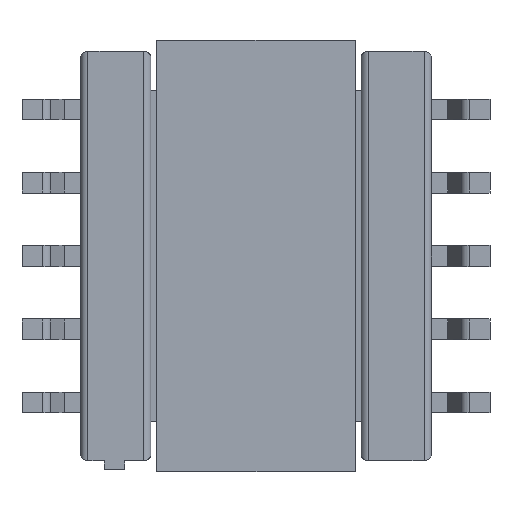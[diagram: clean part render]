
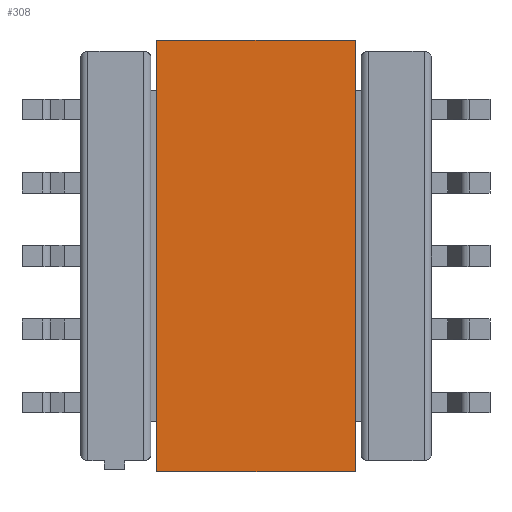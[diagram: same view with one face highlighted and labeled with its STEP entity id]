
A CAD part, front view. The second image highlights one B-rep face of the part: STEP entity #308.
In plain terms, the highlighted face is planar.
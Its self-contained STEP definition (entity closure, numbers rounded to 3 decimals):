
#124 = ORIENTED_EDGE ( 'NONE', *, *, #6487, .T. ) ;
#308 = ADVANCED_FACE ( 'NONE', ( #7128 ), #1550, .T. ) ;
#744 = EDGE_CURVE ( 'NONE', #8959, #1022, #8062, .T. ) ;
#1022 = VERTEX_POINT ( 'NONE', #7805 ) ;
#1234 = VECTOR ( 'NONE', #7455, 1000. ) ;
#1389 = LINE ( 'NONE', #3070, #2942 ) ;
#1550 = PLANE ( 'NONE',  #4406 ) ;
#2219 = VERTEX_POINT ( 'NONE', #9059 ) ;
#2471 = EDGE_CURVE ( 'NONE', #1022, #2659, #7628, .T. ) ;
#2659 = VERTEX_POINT ( 'NONE', #6865 ) ;
#2880 = CARTESIAN_POINT ( 'NONE',  ( 0., -7.375, -3.1 ) ) ;
#2942 = VECTOR ( 'NONE', #9796, 1000. ) ;
#3070 = CARTESIAN_POINT ( 'NONE',  ( -6.8, 7.375, -3.1 ) ) ;
#3847 = DIRECTION ( 'NONE',  ( -1., 0., 0. ) ) ;
#4369 = ORIENTED_EDGE ( 'NONE', *, *, #744, .F. ) ;
#4406 = AXIS2_PLACEMENT_3D ( 'NONE', #5318, #8379, #3847 ) ;
#4539 = CARTESIAN_POINT ( 'NONE',  ( 0., 7.375, -3.1 ) ) ;
#4589 = LINE ( 'NONE', #2880, #9224 ) ;
#4979 = ORIENTED_EDGE ( 'NONE', *, *, #7095, .F. ) ;
#5318 = CARTESIAN_POINT ( 'NONE',  ( -6.8, 0., -3.1 ) ) ;
#6414 = VECTOR ( 'NONE', #7043, 1000. ) ;
#6444 = EDGE_LOOP ( 'NONE', ( #4369, #124, #4979, #8247 ) ) ;
#6487 = EDGE_CURVE ( 'NONE', #8959, #2219, #4589, .T. ) ;
#6865 = CARTESIAN_POINT ( 'NONE',  ( -6.8, 7.375, -3.1 ) ) ;
#7043 = DIRECTION ( 'NONE',  ( 0., 1., 0. ) ) ;
#7095 = EDGE_CURVE ( 'NONE', #2659, #2219, #1389, .T. ) ;
#7128 = FACE_OUTER_BOUND ( 'NONE', #6444, .T. ) ;
#7455 = DIRECTION ( 'NONE',  ( -1., 0., 0. ) ) ;
#7628 = LINE ( 'NONE', #4539, #1234 ) ;
#7805 = CARTESIAN_POINT ( 'NONE',  ( 0., 7.375, -3.1 ) ) ;
#8062 = LINE ( 'NONE', #8554, #6414 ) ;
#8164 = DIRECTION ( 'NONE',  ( -1., 0., 0. ) ) ;
#8247 = ORIENTED_EDGE ( 'NONE', *, *, #2471, .F. ) ;
#8379 = DIRECTION ( 'NONE',  ( 0., 0., -1. ) ) ;
#8554 = CARTESIAN_POINT ( 'NONE',  ( 0., 0., -3.1 ) ) ;
#8959 = VERTEX_POINT ( 'NONE', #9538 ) ;
#9059 = CARTESIAN_POINT ( 'NONE',  ( -6.8, -7.375, -3.1 ) ) ;
#9224 = VECTOR ( 'NONE', #8164, 1000. ) ;
#9538 = CARTESIAN_POINT ( 'NONE',  ( 0., -7.375, -3.1 ) ) ;
#9796 = DIRECTION ( 'NONE',  ( 0., -1., 0. ) ) ;
